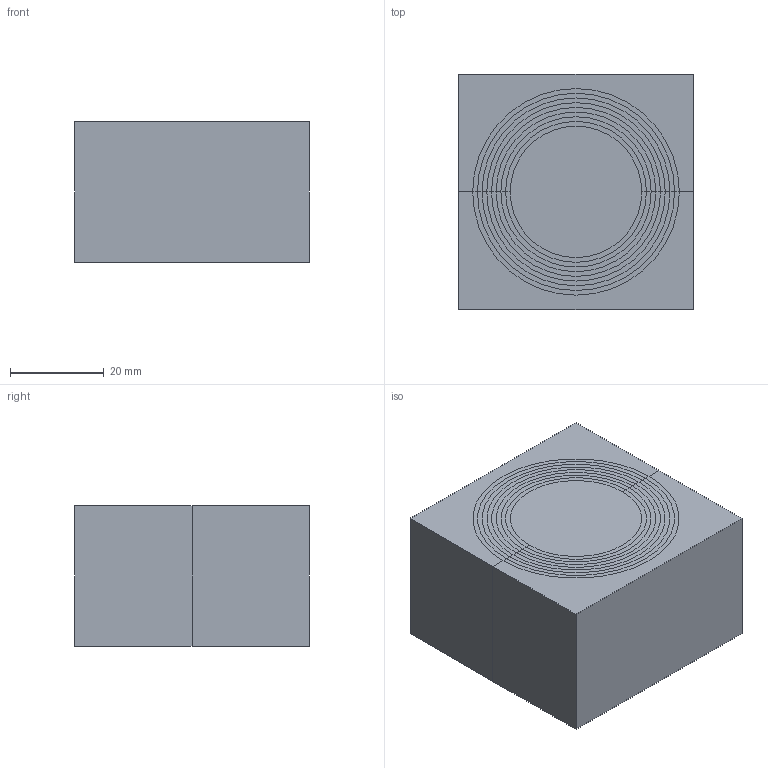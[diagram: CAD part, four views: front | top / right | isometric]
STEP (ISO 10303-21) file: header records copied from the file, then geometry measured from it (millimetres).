
FILE_DESCRIPTION(/* description */ (''),/* implementation_level */ '2;1');
FILE_NAME(/* name */ 'CM 50.stp',/* time_stamp */ '2024-10-01T13:55:22+02:00',/* author */ ('se-marfre'),/* organization */ (''),/* preprocessor_version */ 'ST-DEVELOPER v19.2',/* originating_system */ 'Autodesk Inventor 2023',/* authorisation */ '');
FILE_SCHEMA (('AUTOMOTIVE_DESIGN { 1 0 10303 214 3 1 1 }'));
Length unit declared in the file: millimetre
Products named in the file (1): CM 50
Bounding box: 50 x 50 x 30 mm (x, y, z)
Volume: 75000 mm3; surface area: 11000 mm2
Topology: 1 solids, 1 shells, 44 faces, 90 edges, 48 vertices
Faces by surface type: plane 44
Entity records: 1236 total; most frequent: DIRECTION 216, CARTESIAN_POINT 183, ORIENTED_EDGE 180, EDGE_CURVE 90, AXIS2_PLACEMENT_3D 81, LINE 54, VECTOR 54, VERTEX_POINT 48
